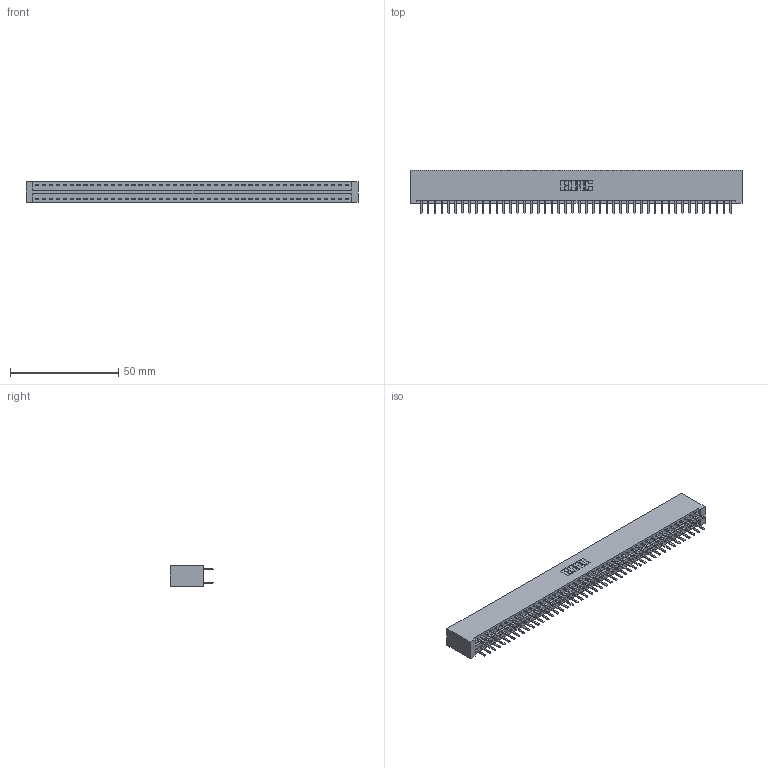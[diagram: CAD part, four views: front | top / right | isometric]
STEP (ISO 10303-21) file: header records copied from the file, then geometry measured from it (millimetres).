
FILE_DESCRIPTION (( 'STEP AP203' ), '1' );
FILE_NAME ('396-092-520-201.STEP', '2018-09-12T08:01:00', ( '' ), ( '' ), 'SwSTEP 2.0', 'SolidWorks 2016', '' );
FILE_SCHEMA (( 'CONFIG_CONTROL_DESIGN' ));
Length unit declared in the file: inch
Products named in the file (3): 396-092-520-201; 346 Part_No Mounting Lugs; 345-292-001_345-293-120
Assembly tree (93 placements, depth 2):
  396-092-520-201
    346 Part_No Mounting Lugs
    345-292-001_345-293-120  x92
Bounding box: 153.29 x 20.02 x 9.4 mm (x, y, z)
Volume: 15511.5 mm3; surface area: 21452.9 mm2
Topology: 93 solids, 93 shells, 5266 faces, 15301 edges, 9954 vertices
Faces by surface type: plane 3476, cylinder 1790
Entity records: 29319 total; most frequent: CARTESIAN_POINT 4836, ORIENTED_EDGE 4758, DIRECTION 4295, EDGE_CURVE 2379, VECTOR 2067, LINE 2067, VERTEX_POINT 1582, AXIS2_PLACEMENT_3D 1114
